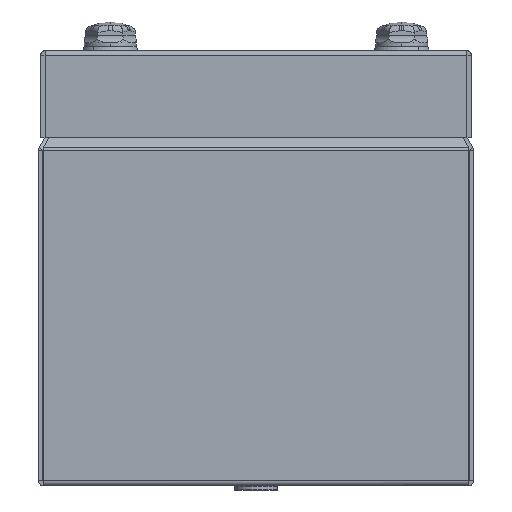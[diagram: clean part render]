
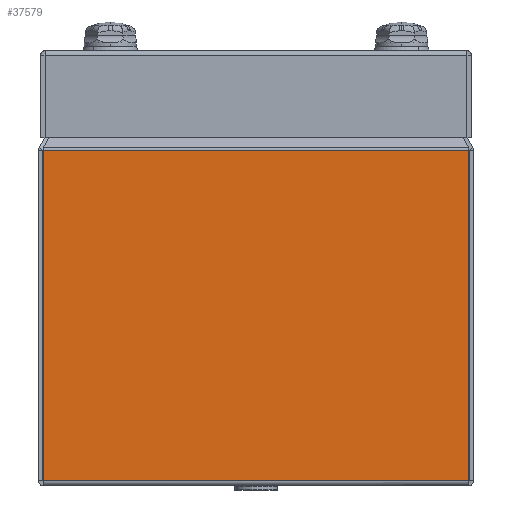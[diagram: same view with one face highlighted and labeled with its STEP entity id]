
A CAD part, front view. The second image highlights one B-rep face of the part: STEP entity #37579.
In plain terms, the highlighted planar face has unit normal (0, -1, 0).
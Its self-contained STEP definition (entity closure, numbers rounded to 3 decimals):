
#19 = DIRECTION ( 'NONE',  ( 0., 0., 1. ) ) ;
#686 = VERTEX_POINT ( 'NONE', #18291 ) ;
#2403 = VERTEX_POINT ( 'NONE', #5951 ) ;
#3509 = CARTESIAN_POINT ( 'NONE',  ( 48.929, -80., 77.086 ) ) ;
#5414 = EDGE_CURVE ( 'NONE', #13249, #2403, #14907, .T. ) ;
#5951 = CARTESIAN_POINT ( 'NONE',  ( 48.929, -80., 1.1 ) ) ;
#6654 = EDGE_LOOP ( 'NONE', ( #18057, #13433, #15920, #32072 ) ) ;
#7039 = EDGE_CURVE ( 'NONE', #2403, #686, #38272, .T. ) ;
#8396 = LINE ( 'NONE', #17559, #11240 ) ;
#8534 = DIRECTION ( 'NONE',  ( 0., 0., -1. ) ) ;
#9127 = CARTESIAN_POINT ( 'NONE',  ( 48.929, -80., 77.086 ) ) ;
#9441 = FACE_OUTER_BOUND ( 'NONE', #6654, .T. ) ;
#11240 = VECTOR ( 'NONE', #19, 1000. ) ;
#11823 = EDGE_CURVE ( 'NONE', #13249, #32934, #36222, .T. ) ;
#13100 = CARTESIAN_POINT ( 'NONE',  ( -48.929, -80., 77.086 ) ) ;
#13249 = VERTEX_POINT ( 'NONE', #3509 ) ;
#13433 = ORIENTED_EDGE ( 'NONE', *, *, #7039, .F. ) ;
#14907 = LINE ( 'NONE', #9127, #36747 ) ;
#15920 = ORIENTED_EDGE ( 'NONE', *, *, #5414, .F. ) ;
#16166 = CARTESIAN_POINT ( 'NONE',  ( 850., -80., 1.1 ) ) ;
#17559 = CARTESIAN_POINT ( 'NONE',  ( -48.929, -80., 77.086 ) ) ;
#18057 = ORIENTED_EDGE ( 'NONE', *, *, #38603, .F. ) ;
#18225 = AXIS2_PLACEMENT_3D ( 'NONE', #30567, #21173, #24744 ) ;
#18291 = CARTESIAN_POINT ( 'NONE',  ( -48.929, -80., 1.1 ) ) ;
#20691 = DIRECTION ( 'NONE',  ( -1., 0., 0. ) ) ;
#21173 = DIRECTION ( 'NONE',  ( 0., 1., 0. ) ) ;
#21379 = PLANE ( 'NONE',  #18225 ) ;
#21970 = VECTOR ( 'NONE', #20691, 1000. ) ;
#24744 = DIRECTION ( 'NONE',  ( -1., 0., 0. ) ) ;
#30567 = CARTESIAN_POINT ( 'NONE',  ( 850., -80., 77.086 ) ) ;
#32072 = ORIENTED_EDGE ( 'NONE', *, *, #11823, .T. ) ;
#32934 = VERTEX_POINT ( 'NONE', #13100 ) ;
#33061 = CARTESIAN_POINT ( 'NONE',  ( 850., -80., 77.086 ) ) ;
#34696 = DIRECTION ( 'NONE',  ( -1., 0., 0. ) ) ;
#36222 = LINE ( 'NONE', #33061, #21970 ) ;
#36747 = VECTOR ( 'NONE', #8534, 1000. ) ;
#36971 = VECTOR ( 'NONE', #34696, 1000. ) ;
#37579 = ADVANCED_FACE ( 'NONE', ( #9441 ), #21379, .F. ) ;
#38272 = LINE ( 'NONE', #16166, #36971 ) ;
#38603 = EDGE_CURVE ( 'NONE', #686, #32934, #8396, .T. ) ;
